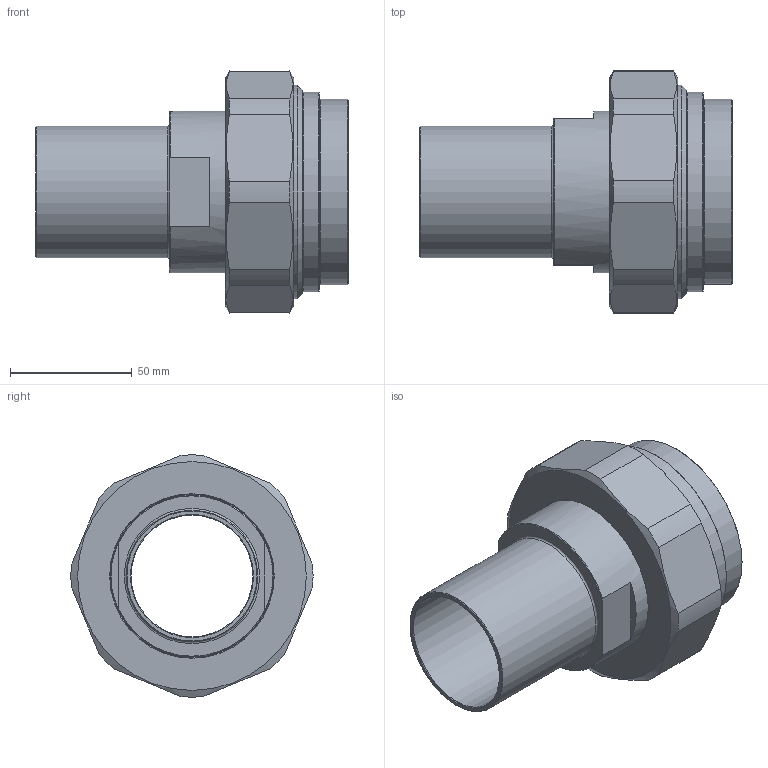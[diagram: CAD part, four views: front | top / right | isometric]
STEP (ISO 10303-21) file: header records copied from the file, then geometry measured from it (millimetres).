
FILE_DESCRIPTION(/* description */ (''),/* implementation_level */ '2;1');
FILE_NAME(/* name */ '3D_R666-PE-SG-54-DN80-76.1_171130998.stp',/* time_stamp */ '2021-07-19T10:43:45+02:00',/* author */ ('cad'),/* organization */ (''),/* preprocessor_version */ 'ST-DEVELOPER v18.1',/* originating_system */ 'Autodesk Inventor 2022',/* authorisation */ '');
FILE_SCHEMA (('AUTOMOTIVE_DESIGN { 1 0 10303 214 3 1 1 }'));
Length unit declared in the file: millimetre
Products named in the file (4): 3D_R666-PE-SG-54-DN80-76.1_171130998; 3D_R666-M-DN80_17113980; 3D_R666-SG-76.1-DN80_17113772; 3D_R666-PE-54-DN80_17113488
Assembly tree (3 placements, depth 2):
  3D_R666-PE-SG-54-DN80-76.1_171130998
    3D_R666-M-DN80_17113980
    3D_R666-SG-76.1-DN80_17113772
    3D_R666-PE-54-DN80_17113488
Bounding box: 128.5 x 99.48 x 99.45 mm (x, y, z)
Volume: 187260.6 mm3; surface area: 81082.1 mm2
Topology: 3 solids, 3 shells, 64 faces, 156 edges, 103 vertices
Faces by surface type: plane 23, cylinder 18, cone 18, torus 5
Full cylindrical faces by diameter (mm): 50 x1, 54 x1, 66.5 x1, 67 x1, 70.9 x1, 76.1 x1, 82 x2, 84.926 x1, 87.8 x1
Entity records: 2057 total; most frequent: CARTESIAN_POINT 370, DIRECTION 364, ORIENTED_EDGE 312, AXIS2_PLACEMENT_3D 157, EDGE_CURVE 156, VERTEX_POINT 103, CIRCLE 86, EDGE_LOOP 75
